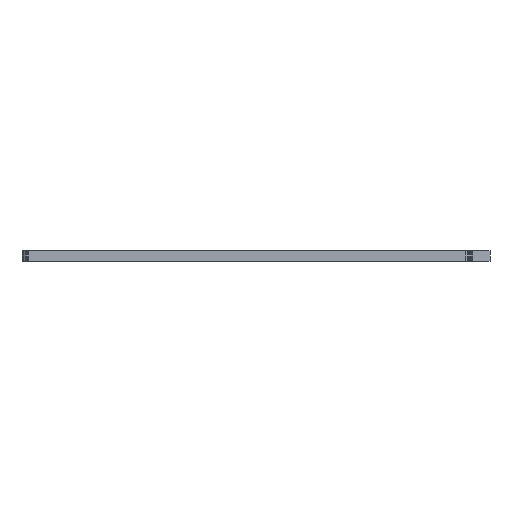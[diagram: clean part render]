
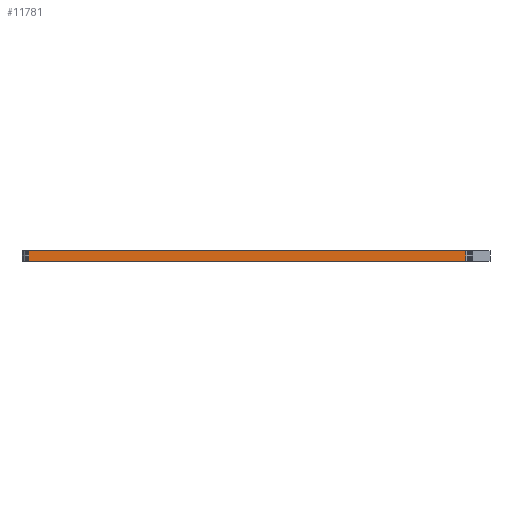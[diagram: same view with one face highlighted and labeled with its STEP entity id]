
A CAD part, front view. The second image highlights one B-rep face of the part: STEP entity #11781.
In plain terms, the highlighted planar face has unit normal (0, -1, 0).
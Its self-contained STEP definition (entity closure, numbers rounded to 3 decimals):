
#90 = PLANE('',#91);
#91 = AXIS2_PLACEMENT_3D('',#92,#93,#94);
#92 = CARTESIAN_POINT('',(147.731,-105.136,1.6));
#93 = DIRECTION('',(-0.,-0.,-1.));
#94 = DIRECTION('',(-1.,0.,0.));
#144 = PLANE('',#145);
#145 = AXIS2_PLACEMENT_3D('',#146,#147,#148);
#146 = CARTESIAN_POINT('',(147.731,-105.136,0.));
#147 = DIRECTION('',(-0.,-0.,-1.));
#148 = DIRECTION('',(-1.,0.,0.));
#589 = VERTEX_POINT('',#590);
#590 = CARTESIAN_POINT('',(179.251,-131.674,0.));
#604 = PLANE('',#605);
#605 = AXIS2_PLACEMENT_3D('',#606,#607,#608);
#606 = CARTESIAN_POINT('',(179.446,-131.654,0.));
#607 = DIRECTION('',(0.098,-0.995,0.));
#608 = DIRECTION('',(-0.995,-0.098,0.));
#616 = EDGE_CURVE('',#589,#617,#619,.T.);
#617 = VERTEX_POINT('',#618);
#618 = CARTESIAN_POINT('',(115.211,-131.674,0.));
#619 = SURFACE_CURVE('',#620,(#624,#631),.PCURVE_S1.);
#620 = LINE('',#621,#622);
#621 = CARTESIAN_POINT('',(179.251,-131.674,0.));
#622 = VECTOR('',#623,1.);
#623 = DIRECTION('',(-1.,0.,0.));
#624 = PCURVE('',#144,#625);
#625 = DEFINITIONAL_REPRESENTATION('',(#626),#630);
#626 = LINE('',#627,#628);
#627 = CARTESIAN_POINT('',(-31.52,-26.537));
#628 = VECTOR('',#629,1.);
#629 = DIRECTION('',(1.,0.));
#630 = ( GEOMETRIC_REPRESENTATION_CONTEXT(2) 
PARAMETRIC_REPRESENTATION_CONTEXT() REPRESENTATION_CONTEXT('2D SPACE',''
  ) );
#631 = PCURVE('',#632,#637);
#632 = PLANE('',#633);
#633 = AXIS2_PLACEMENT_3D('',#634,#635,#636);
#634 = CARTESIAN_POINT('',(179.251,-131.674,0.));
#635 = DIRECTION('',(0.,-1.,0.));
#636 = DIRECTION('',(-1.,0.,0.));
#637 = DEFINITIONAL_REPRESENTATION('',(#638),#642);
#638 = LINE('',#639,#640);
#639 = CARTESIAN_POINT('',(0.,-0.));
#640 = VECTOR('',#641,1.);
#641 = DIRECTION('',(1.,0.));
#642 = ( GEOMETRIC_REPRESENTATION_CONTEXT(2) 
PARAMETRIC_REPRESENTATION_CONTEXT() REPRESENTATION_CONTEXT('2D SPACE',''
  ) );
#660 = PLANE('',#661);
#661 = AXIS2_PLACEMENT_3D('',#662,#663,#664);
#662 = CARTESIAN_POINT('',(115.211,-131.674,0.));
#663 = DIRECTION('',(-0.098,-0.995,0.));
#664 = DIRECTION('',(-0.995,0.098,0.));
#6463 = VERTEX_POINT('',#6464);
#6464 = CARTESIAN_POINT('',(179.251,-131.674,1.6));
#6485 = EDGE_CURVE('',#6463,#6486,#6488,.T.);
#6486 = VERTEX_POINT('',#6487);
#6487 = CARTESIAN_POINT('',(115.211,-131.674,1.6));
#6488 = SURFACE_CURVE('',#6489,(#6493,#6500),.PCURVE_S1.);
#6489 = LINE('',#6490,#6491);
#6490 = CARTESIAN_POINT('',(179.251,-131.674,1.6));
#6491 = VECTOR('',#6492,1.);
#6492 = DIRECTION('',(-1.,0.,0.));
#6493 = PCURVE('',#90,#6494);
#6494 = DEFINITIONAL_REPRESENTATION('',(#6495),#6499);
#6495 = LINE('',#6496,#6497);
#6496 = CARTESIAN_POINT('',(-31.52,-26.537));
#6497 = VECTOR('',#6498,1.);
#6498 = DIRECTION('',(1.,0.));
#6499 = ( GEOMETRIC_REPRESENTATION_CONTEXT(2) 
PARAMETRIC_REPRESENTATION_CONTEXT() REPRESENTATION_CONTEXT('2D SPACE',''
  ) );
#6500 = PCURVE('',#632,#6501);
#6501 = DEFINITIONAL_REPRESENTATION('',(#6502),#6506);
#6502 = LINE('',#6503,#6504);
#6503 = CARTESIAN_POINT('',(0.,-1.6));
#6504 = VECTOR('',#6505,1.);
#6505 = DIRECTION('',(1.,0.));
#6506 = ( GEOMETRIC_REPRESENTATION_CONTEXT(2) 
PARAMETRIC_REPRESENTATION_CONTEXT() REPRESENTATION_CONTEXT('2D SPACE',''
  ) );
#11733 = EDGE_CURVE('',#589,#6463,#11734,.T.);
#11734 = SURFACE_CURVE('',#11735,(#11739,#11746),.PCURVE_S1.);
#11735 = LINE('',#11736,#11737);
#11736 = CARTESIAN_POINT('',(179.251,-131.674,0.));
#11737 = VECTOR('',#11738,1.);
#11738 = DIRECTION('',(0.,0.,1.));
#11739 = PCURVE('',#604,#11740);
#11740 = DEFINITIONAL_REPRESENTATION('',(#11741),#11745);
#11741 = LINE('',#11742,#11743);
#11742 = CARTESIAN_POINT('',(0.196,0.));
#11743 = VECTOR('',#11744,1.);
#11744 = DIRECTION('',(0.,-1.));
#11745 = ( GEOMETRIC_REPRESENTATION_CONTEXT(2) 
PARAMETRIC_REPRESENTATION_CONTEXT() REPRESENTATION_CONTEXT('2D SPACE',''
  ) );
#11746 = PCURVE('',#632,#11747);
#11747 = DEFINITIONAL_REPRESENTATION('',(#11748),#11752);
#11748 = LINE('',#11749,#11750);
#11749 = CARTESIAN_POINT('',(0.,-0.));
#11750 = VECTOR('',#11751,1.);
#11751 = DIRECTION('',(0.,-1.));
#11752 = ( GEOMETRIC_REPRESENTATION_CONTEXT(2) 
PARAMETRIC_REPRESENTATION_CONTEXT() REPRESENTATION_CONTEXT('2D SPACE',''
  ) );
#11781 = ADVANCED_FACE('',(#11782),#632,.T.);
#11782 = FACE_BOUND('',#11783,.T.);
#11783 = EDGE_LOOP('',(#11784,#11785,#11786,#11807));
#11784 = ORIENTED_EDGE('',*,*,#11733,.T.);
#11785 = ORIENTED_EDGE('',*,*,#6485,.T.);
#11786 = ORIENTED_EDGE('',*,*,#11787,.F.);
#11787 = EDGE_CURVE('',#617,#6486,#11788,.T.);
#11788 = SURFACE_CURVE('',#11789,(#11793,#11800),.PCURVE_S1.);
#11789 = LINE('',#11790,#11791);
#11790 = CARTESIAN_POINT('',(115.211,-131.674,0.));
#11791 = VECTOR('',#11792,1.);
#11792 = DIRECTION('',(0.,0.,1.));
#11793 = PCURVE('',#632,#11794);
#11794 = DEFINITIONAL_REPRESENTATION('',(#11795),#11799);
#11795 = LINE('',#11796,#11797);
#11796 = CARTESIAN_POINT('',(64.04,0.));
#11797 = VECTOR('',#11798,1.);
#11798 = DIRECTION('',(0.,-1.));
#11799 = ( GEOMETRIC_REPRESENTATION_CONTEXT(2) 
PARAMETRIC_REPRESENTATION_CONTEXT() REPRESENTATION_CONTEXT('2D SPACE',''
  ) );
#11800 = PCURVE('',#660,#11801);
#11801 = DEFINITIONAL_REPRESENTATION('',(#11802),#11806);
#11802 = LINE('',#11803,#11804);
#11803 = CARTESIAN_POINT('',(0.,0.));
#11804 = VECTOR('',#11805,1.);
#11805 = DIRECTION('',(0.,-1.));
#11806 = ( GEOMETRIC_REPRESENTATION_CONTEXT(2) 
PARAMETRIC_REPRESENTATION_CONTEXT() REPRESENTATION_CONTEXT('2D SPACE',''
  ) );
#11807 = ORIENTED_EDGE('',*,*,#616,.F.);
